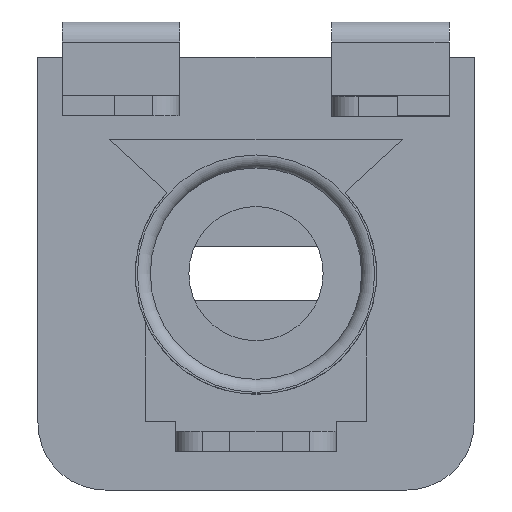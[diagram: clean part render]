
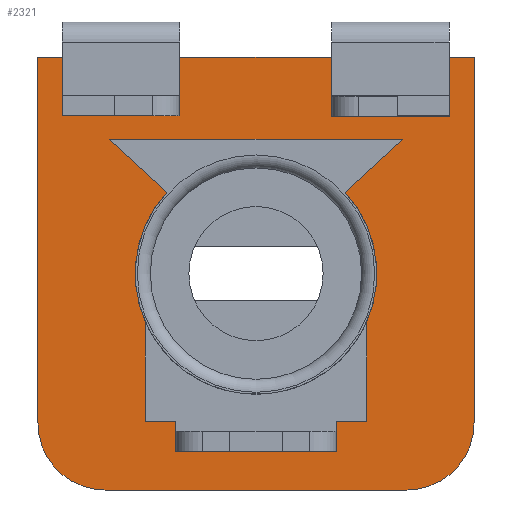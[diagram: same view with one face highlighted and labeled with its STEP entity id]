
A CAD part, front view. The second image highlights one B-rep face of the part: STEP entity #2321.
In plain terms, the highlighted planar face has unit normal (0, -1, 0).
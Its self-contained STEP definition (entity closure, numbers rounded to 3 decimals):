
#45=FACE_BOUND('',#318,.T.);
#63=PLANE('',#2491);
#178=FACE_OUTER_BOUND('',#317,.T.);
#317=EDGE_LOOP('',(#1681,#1682,#1683,#1684,#1685,#1686));
#318=EDGE_LOOP('',(#1687,#1688,#1689,#1690,#1691,#1692,#1693,#1694,#1695,
#1696,#1697,#1698));
#449=CIRCLE('',#2472,1.8);
#450=CIRCLE('',#2474,1.8);
#455=CIRCLE('',#2492,1.);
#456=CIRCLE('',#2493,1.);
#506=LINE('',#3346,#783);
#509=LINE('',#3352,#786);
#512=LINE('',#3357,#789);
#516=LINE('',#3364,#793);
#524=LINE('',#3388,#801);
#527=LINE('',#3392,#804);
#528=LINE('',#3395,#805);
#530=LINE('',#3399,#807);
#532=LINE('',#3403,#809);
#534=LINE('',#3406,#811);
#535=LINE('',#3412,#812);
#536=LINE('',#3414,#813);
#537=LINE('',#3416,#814);
#538=LINE('',#3419,#815);
#783=VECTOR('',#2682,10.);
#786=VECTOR('',#2687,10.);
#789=VECTOR('',#2692,10.);
#793=VECTOR('',#2698,10.);
#801=VECTOR('',#2718,10.);
#804=VECTOR('',#2723,10.);
#805=VECTOR('',#2726,10.);
#807=VECTOR('',#2730,10.);
#809=VECTOR('',#2734,10.);
#811=VECTOR('',#2738,10.);
#812=VECTOR('',#2743,10.);
#813=VECTOR('',#2744,10.);
#814=VECTOR('',#2745,10.);
#815=VECTOR('',#2748,10.);
#1057=VERTEX_POINT('',#3328);
#1059=VERTEX_POINT('',#3332);
#1060=VERTEX_POINT('',#3336);
#1062=VERTEX_POINT('',#3339);
#1064=VERTEX_POINT('',#3345);
#1066=VERTEX_POINT('',#3351);
#1069=VERTEX_POINT('',#3362);
#1078=VERTEX_POINT('',#3386);
#1079=VERTEX_POINT('',#3387);
#1080=VERTEX_POINT('',#3394);
#1081=VERTEX_POINT('',#3398);
#1082=VERTEX_POINT('',#3402);
#1083=VERTEX_POINT('',#3408);
#1084=VERTEX_POINT('',#3409);
#1085=VERTEX_POINT('',#3411);
#1086=VERTEX_POINT('',#3413);
#1087=VERTEX_POINT('',#3415);
#1088=VERTEX_POINT('',#3417);
#1282=EDGE_CURVE('',#1057,#1059,#449,.T.);
#1284=EDGE_CURVE('',#1062,#1060,#450,.T.);
#1287=EDGE_CURVE('',#1064,#1062,#506,.T.);
#1290=EDGE_CURVE('',#1066,#1064,#509,.T.);
#1293=EDGE_CURVE('',#1059,#1066,#512,.T.);
#1297=EDGE_CURVE('',#1060,#1069,#516,.T.);
#1308=EDGE_CURVE('',#1078,#1079,#524,.T.);
#1311=EDGE_CURVE('',#1069,#1078,#527,.T.);
#1312=EDGE_CURVE('',#1080,#1057,#528,.T.);
#1314=EDGE_CURVE('',#1081,#1080,#530,.T.);
#1316=EDGE_CURVE('',#1082,#1081,#532,.T.);
#1318=EDGE_CURVE('',#1079,#1082,#534,.T.);
#1319=EDGE_CURVE('',#1083,#1084,#455,.T.);
#1320=EDGE_CURVE('',#1083,#1085,#535,.T.);
#1321=EDGE_CURVE('',#1085,#1086,#536,.T.);
#1322=EDGE_CURVE('',#1086,#1087,#537,.T.);
#1323=EDGE_CURVE('',#1088,#1087,#456,.T.);
#1324=EDGE_CURVE('',#1088,#1084,#538,.T.);
#1681=ORIENTED_EDGE('',*,*,#1319,.F.);
#1682=ORIENTED_EDGE('',*,*,#1320,.T.);
#1683=ORIENTED_EDGE('',*,*,#1321,.T.);
#1684=ORIENTED_EDGE('',*,*,#1322,.T.);
#1685=ORIENTED_EDGE('',*,*,#1323,.F.);
#1686=ORIENTED_EDGE('',*,*,#1324,.T.);
#1687=ORIENTED_EDGE('',*,*,#1284,.T.);
#1688=ORIENTED_EDGE('',*,*,#1297,.T.);
#1689=ORIENTED_EDGE('',*,*,#1311,.T.);
#1690=ORIENTED_EDGE('',*,*,#1308,.T.);
#1691=ORIENTED_EDGE('',*,*,#1318,.T.);
#1692=ORIENTED_EDGE('',*,*,#1316,.T.);
#1693=ORIENTED_EDGE('',*,*,#1314,.T.);
#1694=ORIENTED_EDGE('',*,*,#1312,.T.);
#1695=ORIENTED_EDGE('',*,*,#1282,.T.);
#1696=ORIENTED_EDGE('',*,*,#1293,.T.);
#1697=ORIENTED_EDGE('',*,*,#1290,.T.);
#1698=ORIENTED_EDGE('',*,*,#1287,.T.);
#2321=ADVANCED_FACE('',(#178,#45),#63,.F.);
#2472=AXIS2_PLACEMENT_3D('',#3334,#2670,#2671);
#2474=AXIS2_PLACEMENT_3D('',#3340,#2675,#2676);
#2491=AXIS2_PLACEMENT_3D('',#3407,#2739,#2740);
#2492=AXIS2_PLACEMENT_3D('',#3410,#2741,#2742);
#2493=AXIS2_PLACEMENT_3D('',#3418,#2746,#2747);
#2670=DIRECTION('center_axis',(0.,1.,0.));
#2671=DIRECTION('ref_axis',(1.,0.,0.));
#2675=DIRECTION('center_axis',(0.,1.,0.));
#2676=DIRECTION('ref_axis',(1.,0.,0.));
#2682=DIRECTION('',(-0.737,0.,-0.676));
#2687=DIRECTION('',(1.,0.,0.));
#2692=DIRECTION('',(-0.737,0.,0.676));
#2698=DIRECTION('',(0.,0.,-1.));
#2718=DIRECTION('',(0.,0.,-1.));
#2723=DIRECTION('',(-1.,0.,0.));
#2726=DIRECTION('',(0.,0.,1.));
#2730=DIRECTION('',(-1.,0.,0.));
#2734=DIRECTION('',(0.,0.,1.));
#2738=DIRECTION('',(-1.,0.,0.));
#2739=DIRECTION('center_axis',(0.,1.,0.));
#2740=DIRECTION('ref_axis',(1.,0.,0.));
#2741=DIRECTION('center_axis',(0.,1.,0.));
#2742=DIRECTION('ref_axis',(1.,0.,0.));
#2743=DIRECTION('',(0.,0.,1.));
#2744=DIRECTION('',(-1.,0.,0.));
#2745=DIRECTION('',(0.,0.,-1.));
#2746=DIRECTION('center_axis',(0.,1.,0.));
#2747=DIRECTION('ref_axis',(0.,0.,-1.));
#2748=DIRECTION('',(1.,0.,0.));
#3328=CARTESIAN_POINT('',(-1.65,3.25,-0.719));
#3332=CARTESIAN_POINT('',(-1.327,3.25,1.216));
#3334=CARTESIAN_POINT('Origin',(0.,3.25,0.));
#3336=CARTESIAN_POINT('',(1.65,3.25,-0.719));
#3339=CARTESIAN_POINT('',(1.327,3.25,1.216));
#3340=CARTESIAN_POINT('Origin',(0.,3.25,0.));
#3345=CARTESIAN_POINT('',(2.182,3.25,2.));
#3346=CARTESIAN_POINT('',(1.091,3.25,1.));
#3351=CARTESIAN_POINT('',(-2.182,3.25,2.));
#3352=CARTESIAN_POINT('',(-1.091,3.25,2.));
#3357=CARTESIAN_POINT('',(-0.663,3.25,0.608));
#3362=CARTESIAN_POINT('',(1.65,3.25,-2.2));
#3364=CARTESIAN_POINT('',(1.65,3.25,0.15));
#3386=CARTESIAN_POINT('',(1.2,3.25,-2.2));
#3387=CARTESIAN_POINT('',(1.2,3.25,-2.35));
#3388=CARTESIAN_POINT('',(1.2,3.25,-1.1));
#3392=CARTESIAN_POINT('',(0.825,3.25,-2.2));
#3394=CARTESIAN_POINT('',(-1.65,3.25,-2.2));
#3395=CARTESIAN_POINT('',(-1.65,3.25,-1.1));
#3398=CARTESIAN_POINT('',(-1.2,3.25,-2.2));
#3399=CARTESIAN_POINT('',(-0.6,3.25,-2.2));
#3402=CARTESIAN_POINT('',(-1.2,3.25,-2.35));
#3403=CARTESIAN_POINT('',(-1.2,3.25,-1.175));
#3406=CARTESIAN_POINT('',(0.6,3.25,-2.35));
#3407=CARTESIAN_POINT('Origin',(0.,3.25,0.));
#3408=CARTESIAN_POINT('',(3.25,3.25,-2.225));
#3409=CARTESIAN_POINT('',(2.25,3.25,-3.225));
#3410=CARTESIAN_POINT('Origin',(2.25,3.25,-2.225));
#3411=CARTESIAN_POINT('',(3.25,3.25,3.225));
#3412=CARTESIAN_POINT('',(3.25,3.25,-2.225));
#3413=CARTESIAN_POINT('',(-3.25,3.25,3.225));
#3414=CARTESIAN_POINT('',(3.25,3.25,3.225));
#3415=CARTESIAN_POINT('',(-3.25,3.25,-2.225));
#3416=CARTESIAN_POINT('',(-3.25,3.25,3.225));
#3417=CARTESIAN_POINT('',(-2.25,3.25,-3.225));
#3418=CARTESIAN_POINT('Origin',(-2.25,3.25,-2.225));
#3419=CARTESIAN_POINT('',(-2.25,3.25,-3.225));
